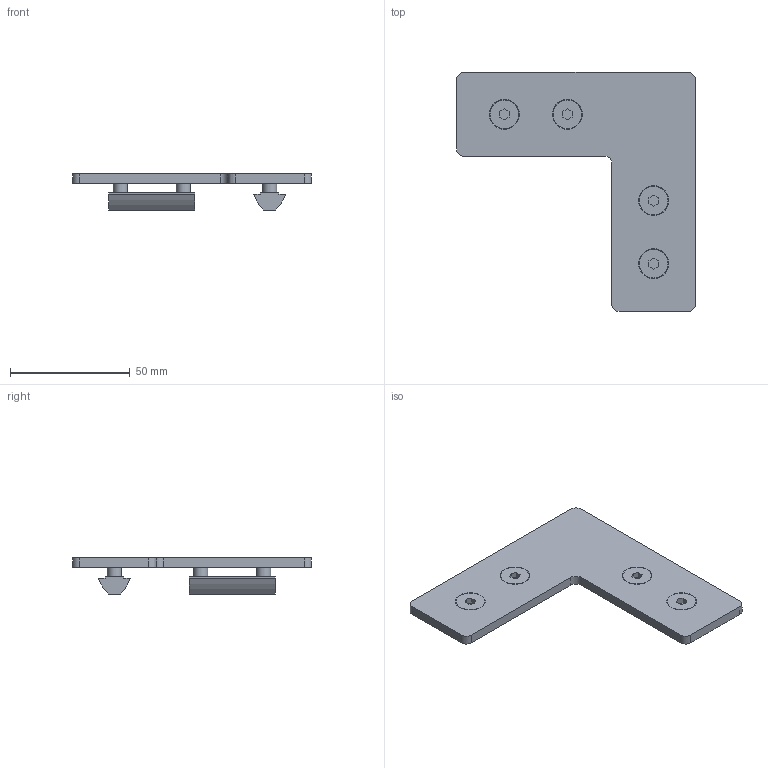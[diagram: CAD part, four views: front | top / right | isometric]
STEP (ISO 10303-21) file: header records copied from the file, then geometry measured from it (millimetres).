
FILE_DESCRIPTION(/* description */ (''),/* implementation_level */ '2;1');
FILE_NAME(/* name */ '500003.stp',/* time_stamp */ '2020-10-12T10:53:20+02:00',/* author */ ('jiri.spacek'),/* organization */ ('Alutec K&K'),/* preprocessor_version */ 'ST-DEVELOPER v18.1',/* originating_system */ 'Autodesk Inventor 2021',/* authorisation */ '');
FILE_SCHEMA (('AUTOMOTIVE_DESIGN { 1 0 10303 214 3 1 1 }'));
Length unit declared in the file: millimetre
Products named in the file (4): 500003; 200612.4; 321341; 500003-01
Assembly tree (7 placements, depth 2):
  500003
    200612.4  x4
    321341  x2
    500003-01
Bounding box: 100 x 100 x 15.2 mm (x, y, z)
Volume: 28321 mm3; surface area: 18056.5 mm2
Topology: 7 solids, 7 shells, 102 faces, 244 edges, 160 vertices
Faces by surface type: plane 60, cylinder 26, cone 12, torus 4
Full cylindrical faces by diameter (mm): 4.917 x4, 6 x4, 6.5 x4, 12 x4
Entity records: 1641 total; most frequent: DIRECTION 278, CARTESIAN_POINT 254, ORIENTED_EDGE 236, EDGE_CURVE 118, AXIS2_PLACEMENT_3D 101, VERTEX_POINT 77, LINE 76, VECTOR 76
